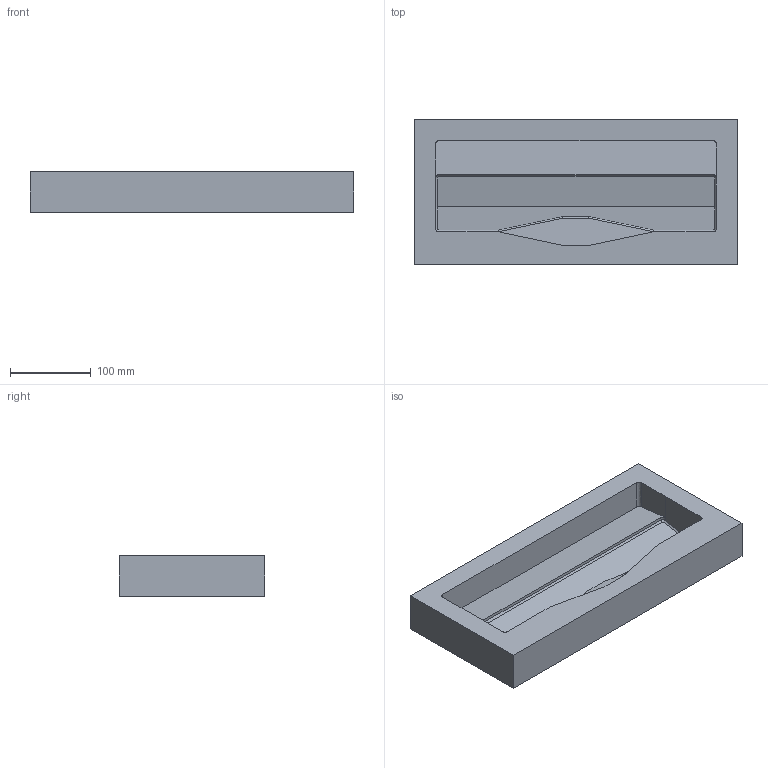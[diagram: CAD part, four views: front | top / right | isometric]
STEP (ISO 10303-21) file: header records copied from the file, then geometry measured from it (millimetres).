
FILE_DESCRIPTION(/* description */ (''),/* implementation_level */ '2;1');
FILE_NAME(/* name */ 'Cleaned Case Bottom Insert.step',/* time_stamp */ '2021-07-20T14:00:51-06:00',/* author */ (''),/* organization */ (''),/* preprocessor_version */ 'ST-DEVELOPER v18.1',/* originating_system */ 'Autodesk Translation Framework v10.9.0.1377',/* authorisation */ '');
FILE_SCHEMA (('AUTOMOTIVE_DESIGN { 1 0 10303 214 3 1 1 }'));
Length unit declared in the file: millimetre
Products named in the file (1): Case Configuration
Bounding box: 400 x 180.01 x 50 mm (x, y, z)
Volume: 2040779.7 mm3; surface area: 240395.2 mm2
Topology: 1 solids, 1 shells, 84 faces, 217 edges, 136 vertices
Faces by surface type: plane 54, bspline 28, cylinder 1, cone 1
Entity records: 3108 total; most frequent: CARTESIAN_POINT 1178, ORIENTED_EDGE 434, DIRECTION 303, EDGE_CURVE 217, LINE 157, VECTOR 157, VERTEX_POINT 136, EDGE_LOOP 85
